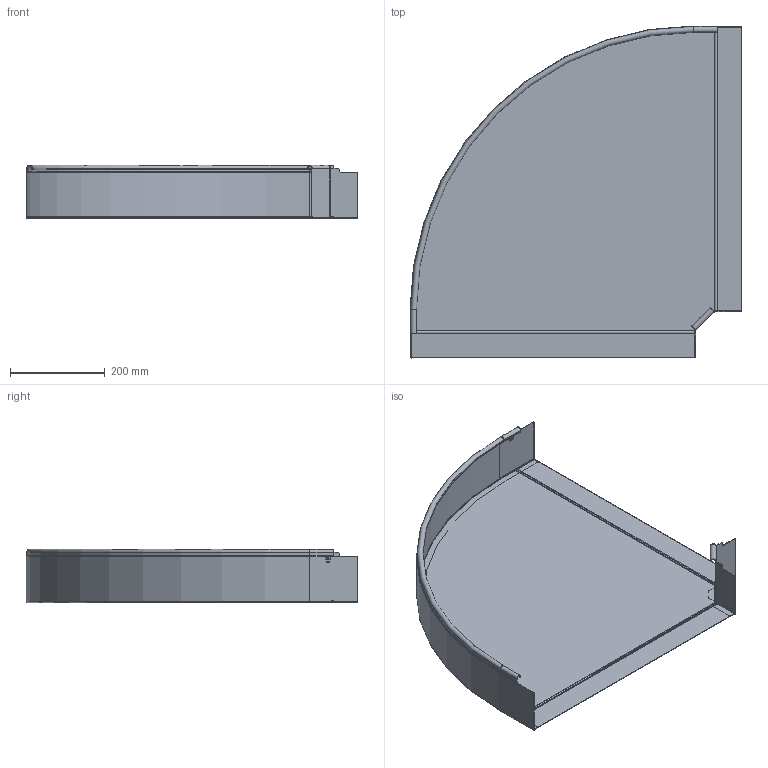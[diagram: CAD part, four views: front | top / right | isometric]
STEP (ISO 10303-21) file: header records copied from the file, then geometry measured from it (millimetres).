
FILE_DESCRIPTION((''),'2;1');
FILE_NAME('RBM_90_160_ASM','2013-07-23T',('AndreasKeweloh'),(''),'PRO/ENGINEER BY PARAMETRIC TECHNOLOGY CORPORATION, 2012360','PRO/ENGINEER BY PARAMETRIC TECHNOLOGY CORPORATION, 2012360','');
FILE_SCHEMA(('CONFIG_CONTROL_DESIGN'));
Length unit declared in the file: millimetre
Products named in the file (5): PRT0003; 041539_AUSSENHOM_160; 033200_BODENBLECH_600; ASM0004_ASM; RBM_90_160_ASM
Assembly tree (4 placements, depth 3):
  RBM_90_160_ASM
    ASM0004_ASM
      PRT0003
      041539_AUSSENHOM_160
      033200_BODENBLECH_600
Bounding box: 701.35 x 701.35 x 113 mm (x, y, z)
Volume: 728485.3 mm3; surface area: 1172765.1 mm2
Topology: 3 solids, 3 shells, 361 faces, 915 edges, 583 vertices
Faces by surface type: plane 232, cylinder 70, extrusion 43, bspline 8, torus 8
Entity records: 13123 total; most frequent: CARTESIAN_POINT 4429, ORIENTED_EDGE 1830, DIRECTION 1633, EDGE_CURVE 915, VECTOR 715, LINE 672, VERTEX_POINT 583, AXIS2_PLACEMENT_3D 459
